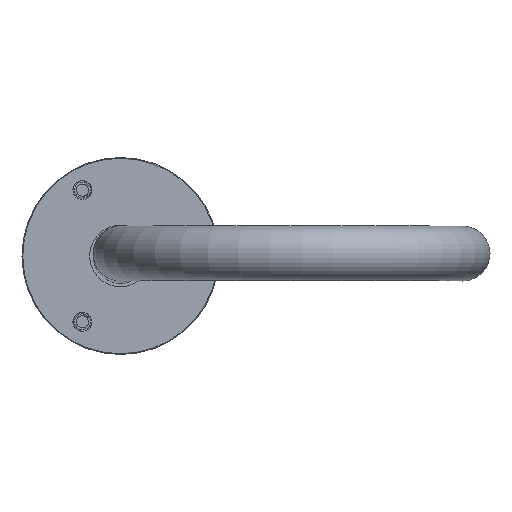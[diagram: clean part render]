
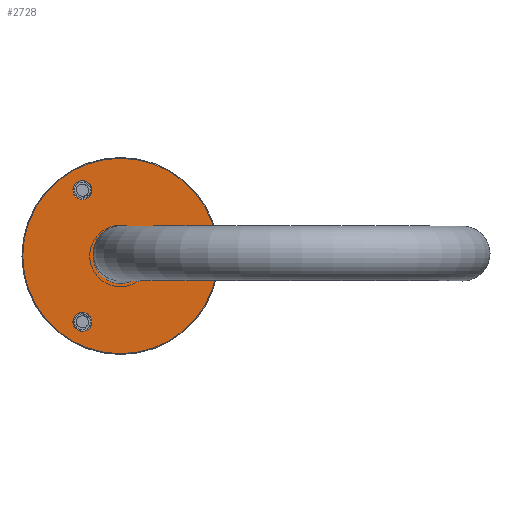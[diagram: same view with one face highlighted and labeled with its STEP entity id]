
A CAD part, top view. The second image highlights one B-rep face of the part: STEP entity #2728.
In plain terms, the highlighted planar face has unit normal (0, 0, 1).
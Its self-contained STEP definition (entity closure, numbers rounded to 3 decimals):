
#371=PLANE('',#3049);
#876=ORIENTED_EDGE('',*,*,#1169,.T.);
#877=ORIENTED_EDGE('',*,*,#1170,.T.);
#878=ORIENTED_EDGE('',*,*,#1165,.T.);
#879=ORIENTED_EDGE('',*,*,#1166,.T.);
#880=ORIENTED_EDGE('',*,*,#1167,.T.);
#1165=EDGE_CURVE('',#1375,#1375,#1524,.F.);
#1166=EDGE_CURVE('',#1376,#1376,#1525,.F.);
#1167=EDGE_CURVE('',#1377,#1377,#1526,.F.);
#1169=EDGE_CURVE('',#1379,#1379,#1528,.F.);
#1170=EDGE_CURVE('',#1380,#1380,#1529,.T.);
#1375=VERTEX_POINT('',#4460);
#1376=VERTEX_POINT('',#4463);
#1377=VERTEX_POINT('',#4466);
#1379=VERTEX_POINT('',#4472);
#1380=VERTEX_POINT('',#4474);
#1524=CIRCLE('',#3042,6.25);
#1525=CIRCLE('',#3044,6.25);
#1526=CIRCLE('',#3046,6.25);
#1528=CIRCLE('',#3050,17.55);
#1529=CIRCLE('',#3051,64.25);
#1755=EDGE_LOOP('',(#876));
#1756=EDGE_LOOP('',(#877));
#1757=EDGE_LOOP('',(#878));
#1758=EDGE_LOOP('',(#879));
#1759=EDGE_LOOP('',(#880));
#2006=FACE_BOUND('',#1755,.T.);
#2007=FACE_BOUND('',#1756,.T.);
#2008=FACE_BOUND('',#1757,.T.);
#2009=FACE_BOUND('',#1758,.T.);
#2010=FACE_BOUND('',#1759,.T.);
#2728=ADVANCED_FACE('',(#2006,#2007,#2008,#2009,#2010),#371,.T.);
#3042=AXIS2_PLACEMENT_3D('',#4459,#3723,#3724);
#3044=AXIS2_PLACEMENT_3D('',#4462,#3727,#3728);
#3046=AXIS2_PLACEMENT_3D('',#4465,#3731,#3732);
#3049=AXIS2_PLACEMENT_3D('',#4470,#3737,#3738);
#3050=AXIS2_PLACEMENT_3D('',#4471,#3739,#3740);
#3051=AXIS2_PLACEMENT_3D('',#4473,#3741,#3742);
#3723=DIRECTION('',(0.,0.,1.));
#3724=DIRECTION('',(-0.4,-0.917,0.));
#3727=DIRECTION('',(0.,0.,1.));
#3728=DIRECTION('',(0.917,-0.4,0.));
#3731=DIRECTION('',(0.,0.,1.));
#3732=DIRECTION('',(0.917,-0.4,0.));
#3737=DIRECTION('',(0.,0.,1.));
#3738=DIRECTION('',(0.112,0.994,0.));
#3739=DIRECTION('',(0.,0.,1.));
#3740=DIRECTION('',(1.,0.,0.));
#3741=DIRECTION('',(0.,0.,1.));
#3742=DIRECTION('',(1.,0.,0.));
#4459=CARTESIAN_POINT('',(-24.998,43.303,10.));
#4460=CARTESIAN_POINT('',(-27.498,37.575,10.));
#4462=CARTESIAN_POINT('',(50.,-0.003,10.));
#4463=CARTESIAN_POINT('',(55.728,-2.503,10.));
#4465=CARTESIAN_POINT('',(-25.002,-43.3,10.));
#4466=CARTESIAN_POINT('',(-19.274,-45.8,10.));
#4470=CARTESIAN_POINT('',(57.1,-71.587,10.));
#4471=CARTESIAN_POINT('',(0.,0.,10.));
#4472=CARTESIAN_POINT('',(17.55,0.,10.));
#4473=CARTESIAN_POINT('',(0.,0.,10.));
#4474=CARTESIAN_POINT('',(64.25,0.,10.));
